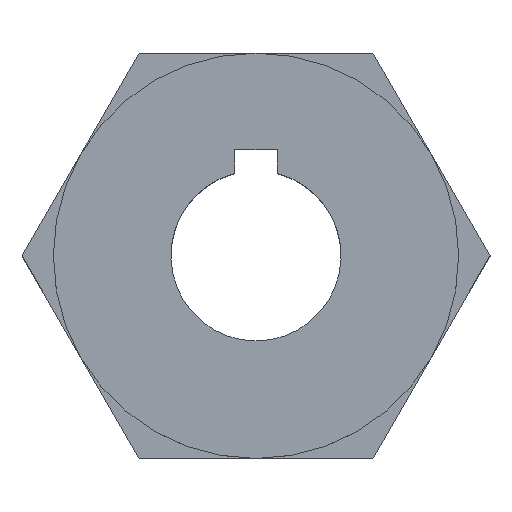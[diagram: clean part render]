
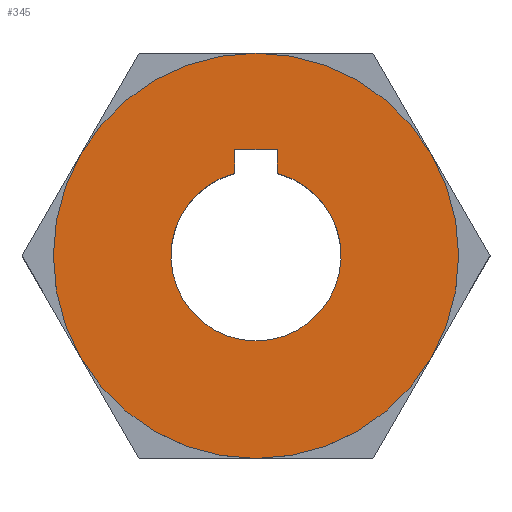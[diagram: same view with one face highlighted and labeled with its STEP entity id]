
A CAD part, top view. The second image highlights one B-rep face of the part: STEP entity #345.
In plain terms, the highlighted planar face has unit normal (0, 0, 1).
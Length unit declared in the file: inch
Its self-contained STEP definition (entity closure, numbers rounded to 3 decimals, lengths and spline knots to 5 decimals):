
#89=CARTESIAN_POINT('',(0.03937,0.15248,0.325));
#90=VERTEX_POINT('',#89);
#97=CARTESIAN_POINT('',(0.03937,0.19685,0.325));
#98=VERTEX_POINT('',#97);
#99=CARTESIAN_POINT('',(0.03937,0.19685,0.325));
#100=DIRECTION('',(0.0,-1.0,0.0));
#101=VECTOR('',#100,0.04437);
#102=LINE('',#99,#101);
#103=EDGE_CURVE('',#98,#90,#102,.T.);
#128=CARTESIAN_POINT('',(-0.03937,0.19685,0.325));
#129=VERTEX_POINT('',#128);
#130=CARTESIAN_POINT('',(-0.03937,0.19685,0.325));
#131=DIRECTION('',(1.0,0.0,0.0));
#132=VECTOR('',#131,0.07874);
#133=LINE('',#130,#132);
#134=EDGE_CURVE('',#129,#98,#133,.T.);
#159=CARTESIAN_POINT('',(-0.03937,0.15248,0.325));
#160=VERTEX_POINT('',#159);
#161=CARTESIAN_POINT('',(-0.03937,0.15248,0.325));
#162=DIRECTION('',(0.0,1.0,0.0));
#163=VECTOR('',#162,0.04437);
#164=LINE('',#161,#163);
#165=EDGE_CURVE('',#160,#129,#164,.T.);
#213=CARTESIAN_POINT('',(0.0,0.0,0.325));
#214=DIRECTION('',(0.0,0.0,-1.0));
#215=DIRECTION('',(-1.0,0.0,0.0));
#216=AXIS2_PLACEMENT_3D('',#213,#214,#215);
#217=CIRCLE('',#216,0.15748);
#218=EDGE_CURVE('',#90,#160,#217,.T.);
#316=CARTESIAN_POINT('',(0.375,0.,0.325));
#317=VERTEX_POINT('',#316);
#318=CARTESIAN_POINT('',(0.0,0.0,0.325));
#319=DIRECTION('',(0.0,0.0,1.0));
#320=DIRECTION('',(-1.0,0.0,0.0));
#321=AXIS2_PLACEMENT_3D('',#318,#319,#320);
#322=CIRCLE('',#321,0.375);
#323=EDGE_CURVE('',#317,#317,#322,.T.);
#331=CARTESIAN_POINT('',(0.,0.,0.325));
#332=DIRECTION('',(0.0,0.0,1.0));
#333=DIRECTION('',(1.0,0.0,0.0));
#334=AXIS2_PLACEMENT_3D('',#331,#332,#333);
#335=PLANE('',#334);
#336=ORIENTED_EDGE('',*,*,#323,.T.);
#337=EDGE_LOOP('',(#336));
#338=FACE_OUTER_BOUND('',#337,.T.);
#339=ORIENTED_EDGE('',*,*,#103,.T.);
#340=ORIENTED_EDGE('',*,*,#218,.T.);
#341=ORIENTED_EDGE('',*,*,#165,.T.);
#342=ORIENTED_EDGE('',*,*,#134,.T.);
#343=EDGE_LOOP('',(#339,#340,#341,#342));
#344=FACE_BOUND('',#343,.T.);
#345=ADVANCED_FACE('',(#338,#344),#335,.T.);
